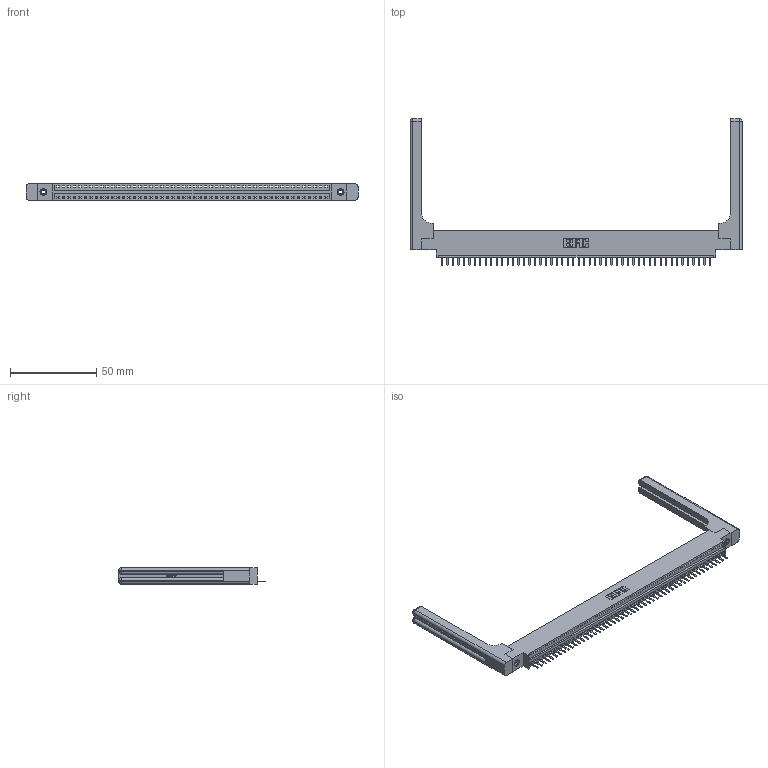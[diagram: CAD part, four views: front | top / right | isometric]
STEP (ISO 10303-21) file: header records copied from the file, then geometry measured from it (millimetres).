
FILE_DESCRIPTION (( 'STEP AP203' ), '1' );
FILE_NAME ('396-050-520-658.STEP', '2019-10-28T06:04:46', ( '' ), ( '' ), 'SwSTEP 2.0', 'SolidWorks 2016', '' );
FILE_SCHEMA (( 'CONFIG_CONTROL_DESIGN' ));
Length unit declared in the file: inch
Products named in the file (5): 346 Part_0.170 Offset - 0.156 Dia-TH; 345-250-001_345-250-001-102; 346-220-058_345-220-058; 345-292-001_345-293-120; 396-050-520-658
Assembly tree (55 placements, depth 2):
  396-050-520-658
    346 Part_0.170 Offset - 0.156 Dia-TH
    345-292-001_345-293-120  x50
    345-250-001_345-250-001-102  x2
    346-220-058_345-220-058  x2
Bounding box: 192.81 x 85.29 x 9.4 mm (x, y, z)
Volume: 25731.4 mm3; surface area: 27700 mm2
Topology: 55 solids, 55 shells, 3482 faces, 10207 edges, 6650 vertices
Faces by surface type: plane 2328, cylinder 1094, bspline 36, cone 12, sphere 8, torus 4
Entity records: 35382 total; most frequent: CARTESIAN_POINT 7055, ORIENTED_EDGE 5824, DIRECTION 5132, EDGE_CURVE 2912, LINE 2484, VECTOR 2484, VERTEX_POINT 1930, AXIS2_PLACEMENT_3D 1324
